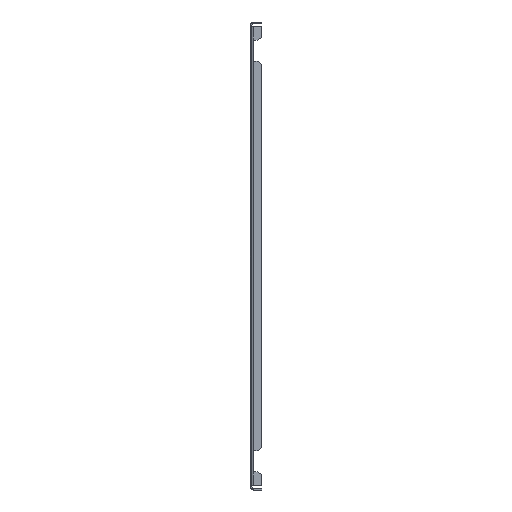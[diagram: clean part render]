
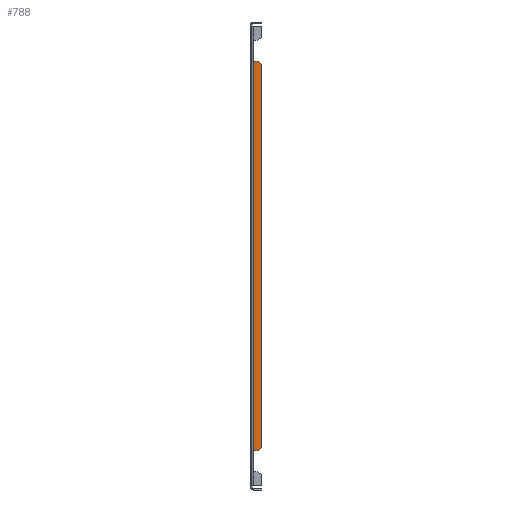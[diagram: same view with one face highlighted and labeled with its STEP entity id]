
A CAD part, left-side view. The second image highlights one B-rep face of the part: STEP entity #788.
In plain terms, the highlighted planar face has unit normal (-1, 0, 0).
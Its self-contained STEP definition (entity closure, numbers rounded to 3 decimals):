
#165 = VECTOR ( 'NONE', #2674, 1000. ) ;
#247 = CARTESIAN_POINT ( 'NONE',  ( -323.5, -10., -161.5 ) ) ;
#267 = VERTEX_POINT ( 'NONE', #247 ) ;
#296 = LINE ( 'NONE', #1508, #685 ) ;
#320 = DIRECTION ( 'NONE',  ( 0., 0., 1. ) ) ;
#539 = DIRECTION ( 'NONE',  ( 0., -1., 0. ) ) ;
#593 = ORIENTED_EDGE ( 'NONE', *, *, #3141, .T. ) ;
#623 = AXIS2_PLACEMENT_3D ( 'NONE', #3183, #1133, #539 ) ;
#659 = VERTEX_POINT ( 'NONE', #1393 ) ;
#685 = VECTOR ( 'NONE', #2145, 1000. ) ;
#768 = EDGE_CURVE ( 'NONE', #659, #267, #296, .T. ) ;
#788 = ADVANCED_FACE ( 'NONE', ( #2994 ), #3037, .T. ) ;
#927 = EDGE_CURVE ( 'NONE', #3027, #3645, #1012, .T. ) ;
#1012 = LINE ( 'NONE', #3680, #1761 ) ;
#1133 = DIRECTION ( 'NONE',  ( -1., 0., 0. ) ) ;
#1164 = CARTESIAN_POINT ( 'NONE',  ( -323.5, 320.693, -166.5 ) ) ;
#1196 = EDGE_CURVE ( 'NONE', #2744, #1490, #3269, .T. ) ;
#1334 = ORIENTED_EDGE ( 'NONE', *, *, #3088, .T. ) ;
#1366 = EDGE_LOOP ( 'NONE', ( #2623, #593, #1698, #2347, #3482, #1334 ) ) ;
#1373 = AXIS2_PLACEMENT_3D ( 'NONE', #3332, #3623, #320 ) ;
#1393 = CARTESIAN_POINT ( 'NONE',  ( -323.5, -10., 161.5 ) ) ;
#1490 = VERTEX_POINT ( 'NONE', #2056 ) ;
#1508 = CARTESIAN_POINT ( 'NONE',  ( -323.5, -10., -196.346 ) ) ;
#1660 = DIRECTION ( 'NONE',  ( 0., 0., -1. ) ) ;
#1698 = ORIENTED_EDGE ( 'NONE', *, *, #927, .F. ) ;
#1758 = VECTOR ( 'NONE', #1660, 1000. ) ;
#1761 = VECTOR ( 'NONE', #3742, 1000. ) ;
#1964 = DIRECTION ( 'NONE',  ( 0., -1., 0. ) ) ;
#2013 = AXIS2_PLACEMENT_3D ( 'NONE', #2565, #3540, #1964 ) ;
#2056 = CARTESIAN_POINT ( 'NONE',  ( -323.5, -3., -166.5 ) ) ;
#2145 = DIRECTION ( 'NONE',  ( 0., 0., -1. ) ) ;
#2223 = CARTESIAN_POINT ( 'NONE',  ( -323.5, -5., -166.5 ) ) ;
#2347 = ORIENTED_EDGE ( 'NONE', *, *, #2424, .T. ) ;
#2424 = EDGE_CURVE ( 'NONE', #3027, #1490, #3120, .T. ) ;
#2565 = CARTESIAN_POINT ( 'NONE',  ( -323.5, -5., 161.5 ) ) ;
#2623 = ORIENTED_EDGE ( 'NONE', *, *, #768, .F. ) ;
#2674 = DIRECTION ( 'NONE',  ( 0., 1., 0. ) ) ;
#2744 = VERTEX_POINT ( 'NONE', #2223 ) ;
#2899 = CARTESIAN_POINT ( 'NONE',  ( -323.5, -3., 166.5 ) ) ;
#2994 = FACE_OUTER_BOUND ( 'NONE', #1366, .T. ) ;
#3008 = CIRCLE ( 'NONE', #2013, 5. ) ;
#3027 = VERTEX_POINT ( 'NONE', #2899 ) ;
#3037 = PLANE ( 'NONE',  #1373 ) ;
#3088 = EDGE_CURVE ( 'NONE', #2744, #267, #3823, .T. ) ;
#3120 = LINE ( 'NONE', #3177, #1758 ) ;
#3141 = EDGE_CURVE ( 'NONE', #659, #3645, #3008, .T. ) ;
#3177 = CARTESIAN_POINT ( 'NONE',  ( -323.5, -3., 0. ) ) ;
#3183 = CARTESIAN_POINT ( 'NONE',  ( -323.5, -5., -161.5 ) ) ;
#3269 = LINE ( 'NONE', #1164, #165 ) ;
#3332 = CARTESIAN_POINT ( 'NONE',  ( -323.5, 320.693, 0. ) ) ;
#3482 = ORIENTED_EDGE ( 'NONE', *, *, #1196, .F. ) ;
#3540 = DIRECTION ( 'NONE',  ( -1., 0., 0. ) ) ;
#3623 = DIRECTION ( 'NONE',  ( -1., 0., 0. ) ) ;
#3645 = VERTEX_POINT ( 'NONE', #3740 ) ;
#3680 = CARTESIAN_POINT ( 'NONE',  ( -323.5, 320.693, 166.5 ) ) ;
#3740 = CARTESIAN_POINT ( 'NONE',  ( -323.5, -5., 166.5 ) ) ;
#3742 = DIRECTION ( 'NONE',  ( 0., -1., 0. ) ) ;
#3823 = CIRCLE ( 'NONE', #623, 5. ) ;
